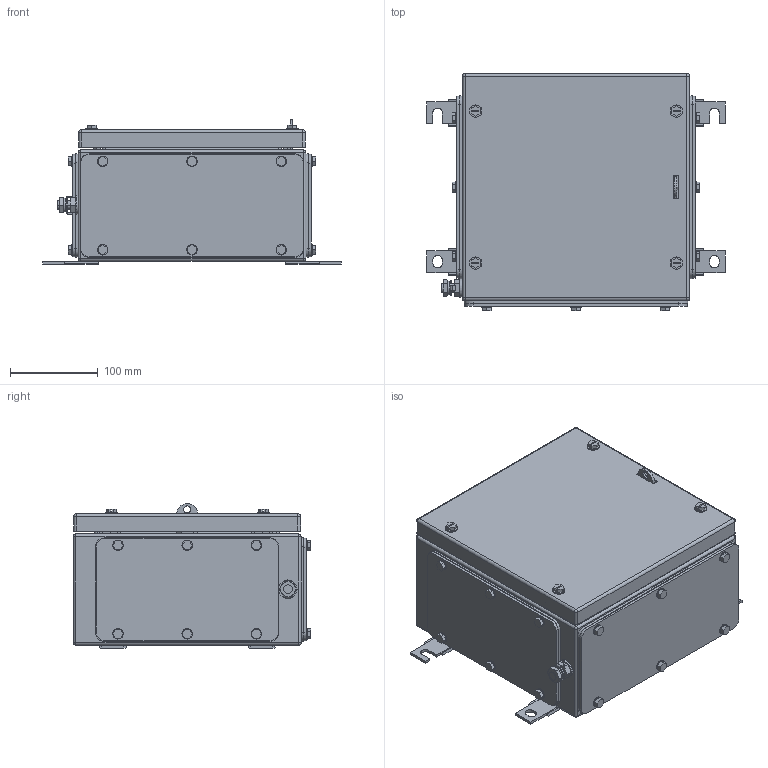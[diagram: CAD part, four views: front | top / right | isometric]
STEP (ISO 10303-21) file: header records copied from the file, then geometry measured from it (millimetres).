
FILE_DESCRIPTION(('CATIA V5 STEP Exchange','CAx-IF Rec.Pracs.--- Model Styling and Organization---1.4--- 2014-01-23'),'2;1');
FILE_NAME ('008502-9_2_1194630000_1194630000.stp','2019-06-28T08:11:29+00:00',('none'),('Weidmueller'),'CATIA Version 5-6 Release 2016 SP3 HF44','CATIA V5 STEP AP214','none');
FILE_SCHEMA(('AUTOMOTIVE_DESIGN { 1 0 10303 214 1 1 1 1 }'));
Length unit declared in the file: millimetre
Products named in the file (1): 1194630000
Bounding box: 341 x 271 x 165 mm (x, y, z)
Volume: 871879.9 mm3; surface area: 896135 mm2
Topology: 80 solids, 80 shells, 1743 faces, 4144 edges, 2616 vertices
Faces by surface type: plane 838, cylinder 705, cone 156, sphere 24, torus 20
Entity records: 47358 total; most frequent: CARTESIAN_POINT 9417, ORIENTED_EDGE 8152, DIRECTION 6451, EDGE_CURVE 4076, AXIS2_PLACEMENT_3D 2696, VERTEX_POINT 2616, VECTOR 2476, LINE 2476
